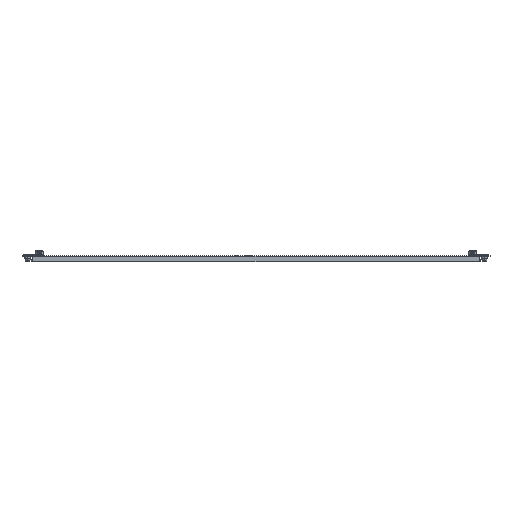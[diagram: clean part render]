
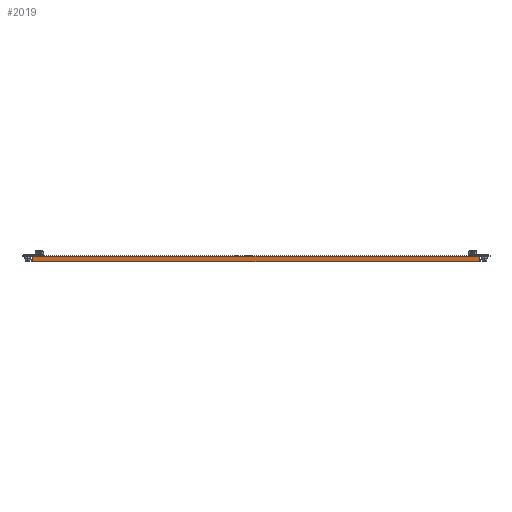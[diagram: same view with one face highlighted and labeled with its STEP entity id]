
A CAD part, front view. The second image highlights one B-rep face of the part: STEP entity #2019.
In plain terms, the highlighted face is planar.
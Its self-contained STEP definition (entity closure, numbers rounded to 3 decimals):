
#875=DIRECTION('',(1.,0.,0.));
#876=VECTOR('',#875,716.);
#877=CARTESIAN_POINT('',(-358.,325.,-9.));
#878=LINE('',#877,#876);
#882=DIRECTION('',(0.,0.,1.));
#883=VECTOR('',#882,9.);
#884=CARTESIAN_POINT('',(358.,325.,-9.));
#885=LINE('',#884,#883);
#889=DIRECTION('',(1.,0.,0.));
#890=VECTOR('',#889,17.);
#891=CARTESIAN_POINT('',(358.,325.,0.));
#892=LINE('',#891,#890);
#896=DIRECTION('',(0.,0.,1.));
#897=VECTOR('',#896,1.);
#898=CARTESIAN_POINT('',(375.,325.,0.));
#899=LINE('',#898,#897);
#903=DIRECTION('',(-1.,0.,0.));
#904=VECTOR('',#903,750.);
#905=CARTESIAN_POINT('',(375.,325.,1.));
#906=LINE('',#905,#904);
#910=DIRECTION('',(1.,0.,0.));
#911=VECTOR('',#910,17.);
#912=CARTESIAN_POINT('',(-375.,325.,0.));
#913=LINE('',#912,#911);
#966=DIRECTION('',(0.,0.,1.));
#967=VECTOR('',#966,9.);
#968=CARTESIAN_POINT('',(-358.,325.,-9.));
#969=LINE('',#968,#967);
#1085=DIRECTION('',(0.,0.,1.));
#1086=VECTOR('',#1085,1.);
#1087=CARTESIAN_POINT('',(-375.,325.,0.));
#1088=LINE('',#1087,#1086);
#1100=CARTESIAN_POINT('',(-358.,325.,0.));
#1102=VERTEX_POINT('',#1100);
#1103=CARTESIAN_POINT('',(-375.,325.,0.));
#1104=VERTEX_POINT('',#1103);
#1156=CARTESIAN_POINT('',(-375.,325.,1.));
#1158=VERTEX_POINT('',#1156);
#1189=CARTESIAN_POINT('',(-358.,325.,-9.));
#1191=VERTEX_POINT('',#1189);
#1201=CARTESIAN_POINT('',(358.,325.,0.));
#1202=CARTESIAN_POINT('',(375.,325.,0.));
#1203=VERTEX_POINT('',#1201);
#1204=VERTEX_POINT('',#1202);
#1284=CARTESIAN_POINT('',(358.,325.,-9.));
#1286=VERTEX_POINT('',#1284);
#1289=CARTESIAN_POINT('',(375.,325.,1.));
#1290=VERTEX_POINT('',#1289);
#1999=CARTESIAN_POINT('',(125.,325.,0.));
#2000=DIRECTION('',(0.,1.,0.));
#2001=DIRECTION('',(-1.,0.,0.));
#2002=AXIS2_PLACEMENT_3D('',#1999,#2000,#2001);
#2003=PLANE('',#2002);
#2005=ORIENTED_EDGE('',*,*,#2004,.T.);
#2007=ORIENTED_EDGE('',*,*,#2006,.T.);
#2008=ORIENTED_EDGE('',*,*,#1298,.T.);
#2010=ORIENTED_EDGE('',*,*,#2009,.T.);
#2011=ORIENTED_EDGE('',*,*,#1480,.T.);
#2013=ORIENTED_EDGE('',*,*,#2012,.F.);
#2014=ORIENTED_EDGE('',*,*,#1306,.T.);
#2016=ORIENTED_EDGE('',*,*,#2015,.F.);
#2017=EDGE_LOOP('',(#2005,#2007,#2008,#2010,#2011,#2013,#2014,#2016));
#2018=FACE_OUTER_BOUND('',#2017,.F.);
#1298=EDGE_CURVE('',#1203,#1204,#892,.T.);
#1306=EDGE_CURVE('',#1104,#1102,#913,.T.);
#1480=EDGE_CURVE('',#1290,#1158,#906,.T.);
#2004=EDGE_CURVE('',#1191,#1286,#878,.T.);
#2006=EDGE_CURVE('',#1286,#1203,#885,.T.);
#2009=EDGE_CURVE('',#1204,#1290,#899,.T.);
#2012=EDGE_CURVE('',#1104,#1158,#1088,.T.);
#2015=EDGE_CURVE('',#1191,#1102,#969,.T.);
#2019=ADVANCED_FACE('',(#2018),#2003,.T.);
